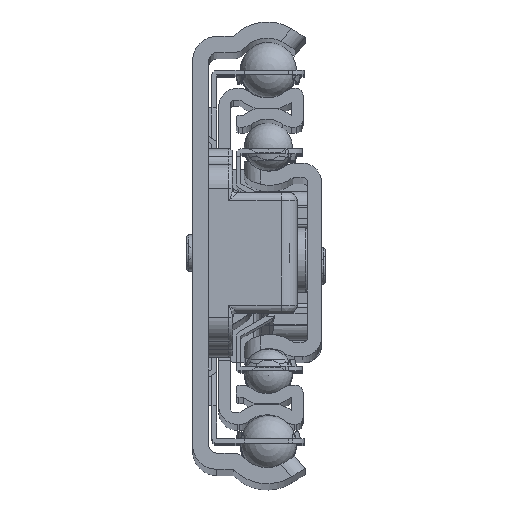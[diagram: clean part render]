
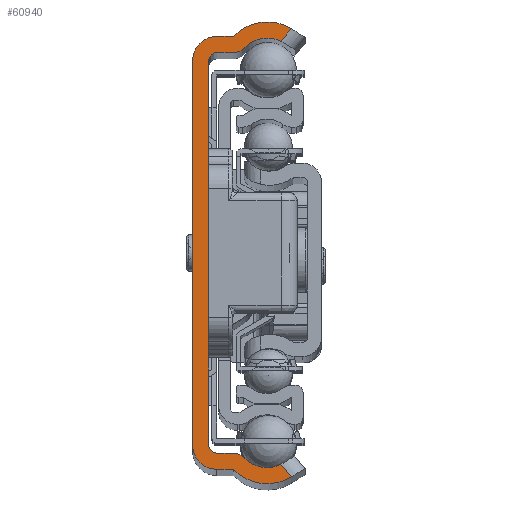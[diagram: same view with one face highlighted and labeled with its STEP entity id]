
A CAD part, top view. The second image highlights one B-rep face of the part: STEP entity #60940.
In plain terms, the highlighted planar face has unit normal (0, 0, 1).
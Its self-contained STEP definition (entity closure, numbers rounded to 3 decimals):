
#6154=LINE('',#104569,#10711);
#6176=LINE('',#104657,#10733);
#6184=LINE('',#104703,#10741);
#6195=LINE('',#104763,#10752);
#6199=LINE('',#104775,#10756);
#6203=LINE('',#104787,#10760);
#6208=LINE('',#104804,#10765);
#6212=LINE('',#104818,#10769);
#10711=VECTOR('',#74963,10.);
#10733=VECTOR('',#75051,10.);
#10741=VECTOR('',#75081,10.);
#10752=VECTOR('',#75128,10.);
#10756=VECTOR('',#75140,10.);
#10760=VECTOR('',#75152,10.);
#10765=VECTOR('',#75173,10.);
#10769=VECTOR('',#75191,10.);
#13785=PLANE('',#65140);
#16112=FACE_OUTER_BOUND('',#19295,.T.);
#19295=EDGE_LOOP('',(#47035,#47036,#47037,#47038,#47039,#47040,#47041,#47042,
#47043,#47044,#47045,#47046,#47047,#47048,#47049,#47050,#47051,#47052));
#22026=CIRCLE('',#65092,5.8);
#22028=CIRCLE('',#65101,3.8);
#22029=CIRCLE('',#65111,3.8);
#22031=CIRCLE('',#65114,2.);
#22033=CIRCLE('',#65118,1.);
#22035=CIRCLE('',#65122,1.);
#22037=CIRCLE('',#65126,2.);
#22039=CIRCLE('',#65130,5.8);
#22041=CIRCLE('',#65134,3.);
#22043=CIRCLE('',#65137,3.);
#26082=VERTEX_POINT('',#104567);
#26083=VERTEX_POINT('',#104568);
#26111=VERTEX_POINT('',#104651);
#26112=VERTEX_POINT('',#104656);
#26119=VERTEX_POINT('',#104678);
#26126=VERTEX_POINT('',#104697);
#26127=VERTEX_POINT('',#104702);
#26131=VERTEX_POINT('',#104718);
#26138=VERTEX_POINT('',#104750);
#26140=VERTEX_POINT('',#104756);
#26142=VERTEX_POINT('',#104762);
#26144=VERTEX_POINT('',#104768);
#26146=VERTEX_POINT('',#104774);
#26148=VERTEX_POINT('',#104780);
#26150=VERTEX_POINT('',#104786);
#26152=VERTEX_POINT('',#104797);
#26154=VERTEX_POINT('',#104803);
#26156=VERTEX_POINT('',#104812);
#33550=EDGE_CURVE('',#26082,#26083,#6154,.T.);
#33593=EDGE_CURVE('',#26111,#26112,#6176,.T.);
#33602=EDGE_CURVE('',#26119,#26111,#22026,.T.);
#33611=EDGE_CURVE('',#26126,#26127,#6184,.T.);
#33617=EDGE_CURVE('',#26131,#26126,#22028,.T.);
#33629=EDGE_CURVE('',#26112,#26138,#22029,.T.);
#33632=EDGE_CURVE('',#26138,#26140,#22031,.T.);
#33635=EDGE_CURVE('',#26140,#26142,#6195,.T.);
#33638=EDGE_CURVE('',#26142,#26144,#22033,.T.);
#33641=EDGE_CURVE('',#26144,#26146,#6199,.T.);
#33644=EDGE_CURVE('',#26146,#26148,#22035,.T.);
#33647=EDGE_CURVE('',#26148,#26150,#6203,.T.);
#33650=EDGE_CURVE('',#26150,#26131,#22037,.T.);
#33653=EDGE_CURVE('',#26127,#26152,#22039,.T.);
#33656=EDGE_CURVE('',#26152,#26154,#6208,.T.);
#33659=EDGE_CURVE('',#26154,#26082,#22041,.T.);
#33661=EDGE_CURVE('',#26083,#26156,#22043,.T.);
#33664=EDGE_CURVE('',#26156,#26119,#6212,.T.);
#47035=ORIENTED_EDGE('',*,*,#33593,.F.);
#47036=ORIENTED_EDGE('',*,*,#33602,.F.);
#47037=ORIENTED_EDGE('',*,*,#33664,.F.);
#47038=ORIENTED_EDGE('',*,*,#33661,.F.);
#47039=ORIENTED_EDGE('',*,*,#33550,.F.);
#47040=ORIENTED_EDGE('',*,*,#33659,.F.);
#47041=ORIENTED_EDGE('',*,*,#33656,.F.);
#47042=ORIENTED_EDGE('',*,*,#33653,.F.);
#47043=ORIENTED_EDGE('',*,*,#33611,.F.);
#47044=ORIENTED_EDGE('',*,*,#33617,.F.);
#47045=ORIENTED_EDGE('',*,*,#33650,.F.);
#47046=ORIENTED_EDGE('',*,*,#33647,.F.);
#47047=ORIENTED_EDGE('',*,*,#33644,.F.);
#47048=ORIENTED_EDGE('',*,*,#33641,.F.);
#47049=ORIENTED_EDGE('',*,*,#33638,.F.);
#47050=ORIENTED_EDGE('',*,*,#33635,.F.);
#47051=ORIENTED_EDGE('',*,*,#33632,.F.);
#47052=ORIENTED_EDGE('',*,*,#33629,.F.);
#60940=ADVANCED_FACE('',(#16112),#13785,.T.);
#65092=AXIS2_PLACEMENT_3D('',#104680,#75063,#75064);
#65101=AXIS2_PLACEMENT_3D('',#104720,#75088,#75089);
#65111=AXIS2_PLACEMENT_3D('',#104751,#75114,#75115);
#65114=AXIS2_PLACEMENT_3D('',#104757,#75121,#75122);
#65118=AXIS2_PLACEMENT_3D('',#104769,#75133,#75134);
#65122=AXIS2_PLACEMENT_3D('',#104781,#75145,#75146);
#65126=AXIS2_PLACEMENT_3D('',#104792,#75157,#75158);
#65130=AXIS2_PLACEMENT_3D('',#104798,#75166,#75167);
#65134=AXIS2_PLACEMENT_3D('',#104809,#75178,#75179);
#65137=AXIS2_PLACEMENT_3D('',#104813,#75184,#75185);
#65140=AXIS2_PLACEMENT_3D('',#104820,#75193,#75194);
#74963=DIRECTION('',(0.,1.,0.));
#75051=DIRECTION('',(-0.653,-0.757,0.));
#75063=DIRECTION('center_axis',(0.,0.,-1.));
#75064=DIRECTION('ref_axis',(-0.525,-0.851,0.));
#75081=DIRECTION('',(0.653,-0.757,0.));
#75088=DIRECTION('center_axis',(0.,0.,1.));
#75089=DIRECTION('ref_axis',(-0.724,-0.69,0.));
#75114=DIRECTION('center_axis',(0.,0.,1.));
#75115=DIRECTION('ref_axis',(0.525,0.851,0.));
#75121=DIRECTION('center_axis',(0.,0.,-1.));
#75122=DIRECTION('ref_axis',(0.,1.,0.));
#75128=DIRECTION('',(-1.,0.,0.));
#75133=DIRECTION('center_axis',(0.,0.,1.));
#75134=DIRECTION('ref_axis',(0.,1.,0.));
#75140=DIRECTION('',(0.,-1.,0.));
#75145=DIRECTION('center_axis',(0.,0.,1.));
#75146=DIRECTION('ref_axis',(-1.,0.,0.));
#75152=DIRECTION('',(1.,0.,0.));
#75157=DIRECTION('center_axis',(0.,0.,-1.));
#75158=DIRECTION('ref_axis',(-0.724,-0.69,0.));
#75166=DIRECTION('center_axis',(0.,0.,-1.));
#75167=DIRECTION('ref_axis',(0.724,0.69,0.));
#75173=DIRECTION('',(-1.,0.,0.));
#75178=DIRECTION('center_axis',(0.,0.,-1.));
#75179=DIRECTION('ref_axis',(1.,0.,0.));
#75184=DIRECTION('center_axis',(0.,0.,-1.));
#75185=DIRECTION('ref_axis',(0.,-1.,0.));
#75191=DIRECTION('',(1.,0.,0.));
#75193=DIRECTION('center_axis',(0.,0.,1.));
#75194=DIRECTION('ref_axis',(1.,0.,0.));
#104567=CARTESIAN_POINT('',(-9.25,-23.9,450.));
#104568=CARTESIAN_POINT('',(-9.25,23.9,450.));
#104569=CARTESIAN_POINT('',(-9.25,-23.9,450.));
#104651=CARTESIAN_POINT('',(3.027,27.848,450.));
#104656=CARTESIAN_POINT('',(1.693,26.302,450.));
#104657=CARTESIAN_POINT('',(-5.642,17.798,450.));
#104678=CARTESIAN_POINT('',(-4.2,26.9,450.));
#104680=CARTESIAN_POINT('Origin',(0.,22.9,
450.));
#104697=CARTESIAN_POINT('',(1.693,-26.302,450.));
#104702=CARTESIAN_POINT('',(3.027,-27.848,450.));
#104703=CARTESIAN_POINT('',(-6.304,-17.031,450.));
#104718=CARTESIAN_POINT('',(-2.752,-25.521,450.));
#104720=CARTESIAN_POINT('Origin',(0.,-22.9,
450.));
#104750=CARTESIAN_POINT('',(-2.752,25.521,450.));
#104751=CARTESIAN_POINT('Origin',(0.,22.9,
450.));
#104756=CARTESIAN_POINT('',(-4.2,24.9,450.));
#104757=CARTESIAN_POINT('Origin',(-4.2,26.9,450.));
#104762=CARTESIAN_POINT('',(-6.25,24.9,450.));
#104763=CARTESIAN_POINT('',(-4.2,24.9,450.));
#104768=CARTESIAN_POINT('',(-7.25,23.9,450.));
#104769=CARTESIAN_POINT('Origin',(-6.25,23.9,450.));
#104774=CARTESIAN_POINT('',(-7.25,-23.9,450.));
#104775=CARTESIAN_POINT('',(-7.25,23.9,450.));
#104780=CARTESIAN_POINT('',(-6.25,-24.9,450.));
#104781=CARTESIAN_POINT('Origin',(-6.25,-23.9,450.));
#104786=CARTESIAN_POINT('',(-4.2,-24.9,450.));
#104787=CARTESIAN_POINT('',(-6.25,-24.9,450.));
#104792=CARTESIAN_POINT('Origin',(-4.2,-26.9,450.));
#104797=CARTESIAN_POINT('',(-4.2,-26.9,450.));
#104798=CARTESIAN_POINT('Origin',(0.,-22.9,
450.));
#104803=CARTESIAN_POINT('',(-6.25,-26.9,450.));
#104804=CARTESIAN_POINT('',(-4.2,-26.9,450.));
#104809=CARTESIAN_POINT('Origin',(-6.25,-23.9,450.));
#104812=CARTESIAN_POINT('',(-6.25,26.9,450.));
#104813=CARTESIAN_POINT('Origin',(-6.25,23.9,450.));
#104818=CARTESIAN_POINT('',(-6.25,26.9,450.));
#104820=CARTESIAN_POINT('Origin',(-5.819,0.,
450.));
